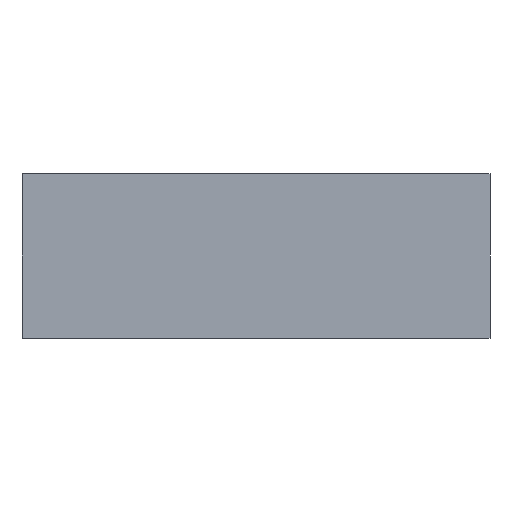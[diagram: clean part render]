
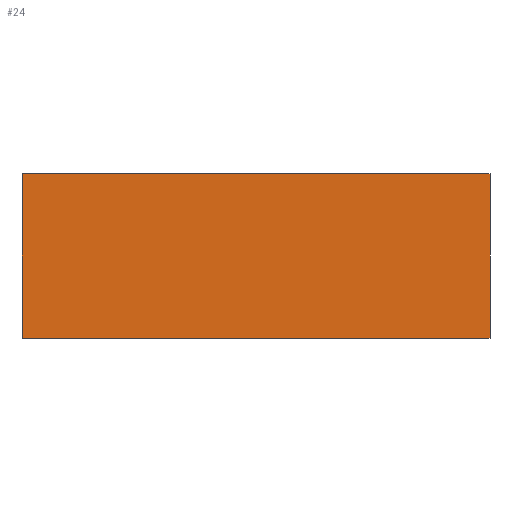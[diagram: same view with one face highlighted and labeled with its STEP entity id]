
A CAD part, front view. The second image highlights one B-rep face of the part: STEP entity #24.
In plain terms, the highlighted planar face has unit normal (0, -1, 0).
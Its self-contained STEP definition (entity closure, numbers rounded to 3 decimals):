
#24=ADVANCED_FACE('',(#46),#266,.T.);
#46=FACE_OUTER_BOUND('',#68,.T.);
#68=EDGE_LOOP('',(#105,#106,#107,#108));
#105=ORIENTED_EDGE('',*,*,#197,.T.);
#106=ORIENTED_EDGE('',*,*,#198,.T.);
#107=ORIENTED_EDGE('',*,*,#199,.F.);
#108=ORIENTED_EDGE('',*,*,#195,.F.);
#195=EDGE_CURVE('',#239,#240,#300,.T.);
#197=EDGE_CURVE('',#239,#241,#302,.T.);
#198=EDGE_CURVE('',#241,#242,#303,.T.);
#199=EDGE_CURVE('',#240,#242,#304,.T.);
#239=VERTEX_POINT('',#500);
#240=VERTEX_POINT('',#501);
#241=VERTEX_POINT('',#502);
#242=VERTEX_POINT('',#503);
#266=PLANE('',#427);
#300=B_SPLINE_CURVE_WITH_KNOTS('',1,(#534,#535),.UNSPECIFIED.,.F.,.F.,(2,
2),(0.,78.),.UNSPECIFIED.);
#302=B_SPLINE_CURVE_WITH_KNOTS('',1,(#538,#539),.UNSPECIFIED.,.F.,.F.,(2,
2),(-337.445,-115.445),.UNSPECIFIED.);
#303=B_SPLINE_CURVE_WITH_KNOTS('',1,(#540,#541),.UNSPECIFIED.,.F.,.F.,(2,
2),(0.,78.),.UNSPECIFIED.);
#304=B_SPLINE_CURVE_WITH_KNOTS('',1,(#542,#543),.UNSPECIFIED.,.F.,.F.,(2,
2),(-337.445,-115.445),.UNSPECIFIED.);
#427=AXIS2_PLACEMENT_3D('',#485,#453,$);
#453=DIRECTION('',(0.,-1.,0.));
#485=CARTESIAN_POINT('',(1577.662,4.478,0.));
#500=CARTESIAN_POINT('',(1577.662,4.478,0.));
#501=CARTESIAN_POINT('',(1577.662,4.478,78.));
#502=CARTESIAN_POINT('',(1799.662,4.478,0.));
#503=CARTESIAN_POINT('',(1799.662,4.478,78.));
#534=CARTESIAN_POINT('',(1577.662,4.478,0.));
#535=CARTESIAN_POINT('',(1577.662,4.478,78.));
#538=CARTESIAN_POINT('',(1577.662,4.478,0.));
#539=CARTESIAN_POINT('',(1799.662,4.478,0.));
#540=CARTESIAN_POINT('',(1799.662,4.478,0.));
#541=CARTESIAN_POINT('',(1799.662,4.478,78.));
#542=CARTESIAN_POINT('',(1577.662,4.478,78.));
#543=CARTESIAN_POINT('',(1799.662,4.478,78.));
